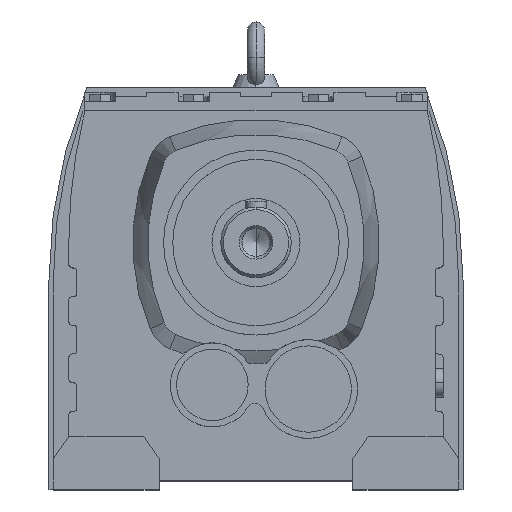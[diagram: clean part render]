
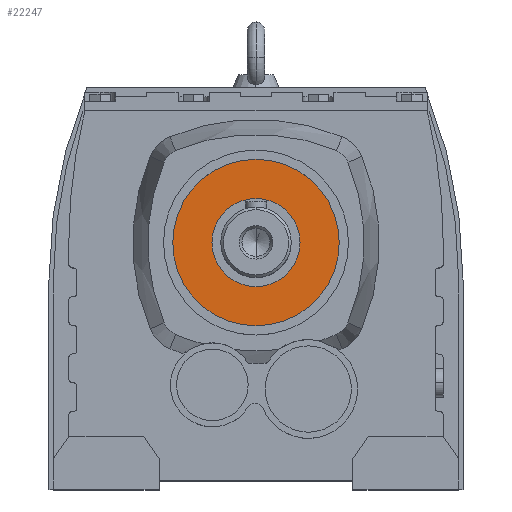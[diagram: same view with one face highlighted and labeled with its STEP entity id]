
A CAD part, top view. The second image highlights one B-rep face of the part: STEP entity #22247.
In plain terms, the highlighted planar face has unit normal (0, 0, 1).
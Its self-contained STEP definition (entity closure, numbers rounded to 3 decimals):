
#21950 = CYLINDRICAL_SURFACE('',#21951,47.25);
#21951 = AXIS2_PLACEMENT_3D('',#21952,#21953,#21954);
#21952 = CARTESIAN_POINT('',(0.,15.9,300.));
#21953 = DIRECTION('',(0.,0.,1.));
#21954 = DIRECTION('',(0.,-1.,0.));
#21980 = CYLINDRICAL_SURFACE('',#21981,47.25);
#21981 = AXIS2_PLACEMENT_3D('',#21982,#21983,#21984);
#21982 = CARTESIAN_POINT('',(0.,15.9,300.));
#21983 = DIRECTION('',(0.,0.,1.));
#21984 = DIRECTION('',(0.,-1.,0.));
#22152 = EDGE_CURVE('',#22153,#22155,#22157,.T.);
#22153 = VERTEX_POINT('',#22154);
#22154 = CARTESIAN_POINT('',(0.,-31.35,212.));
#22155 = VERTEX_POINT('',#22156);
#22156 = CARTESIAN_POINT('',(0.,63.15,212.));
#22157 = SURFACE_CURVE('',#22158,(#22163,#22169),.PCURVE_S1.);
#22158 = CIRCLE('',#22159,47.25);
#22159 = AXIS2_PLACEMENT_3D('',#22160,#22161,#22162);
#22160 = CARTESIAN_POINT('',(0.,15.9,212.));
#22161 = DIRECTION('',(0.,0.,-1.));
#22162 = DIRECTION('',(-1.,0.,0.));
#22163 = PCURVE('',#21980,#22164);
#22164 = DEFINITIONAL_REPRESENTATION('',(#22165),#22168);
#22165 = B_SPLINE_CURVE_WITH_KNOTS('',1,(#22166,#22167),.UNSPECIFIED.,
  .F.,.F.,(2,2),(4.712,7.854),
  .PIECEWISE_BEZIER_KNOTS.);
#22166 = CARTESIAN_POINT('',(6.283,-88.));
#22167 = CARTESIAN_POINT('',(3.142,-88.));
#22168 = ( GEOMETRIC_REPRESENTATION_CONTEXT(2) 
PARAMETRIC_REPRESENTATION_CONTEXT() REPRESENTATION_CONTEXT('2D SPACE',''
  ) );
#22169 = PCURVE('',#22170,#22175);
#22170 = PLANE('',#22171);
#22171 = AXIS2_PLACEMENT_3D('',#22172,#22173,#22174);
#22172 = CARTESIAN_POINT('',(-20.382,8.282,212.));
#22173 = DIRECTION('',(0.,0.,-1.));
#22174 = DIRECTION('',(-1.,0.,0.));
#22175 = DEFINITIONAL_REPRESENTATION('',(#22176),#22180);
#22176 = CIRCLE('',#22177,47.25);
#22177 = AXIS2_PLACEMENT_2D('',#22178,#22179);
#22178 = CARTESIAN_POINT('',(-20.382,7.618));
#22179 = DIRECTION('',(1.,0.));
#22180 = ( GEOMETRIC_REPRESENTATION_CONTEXT(2) 
PARAMETRIC_REPRESENTATION_CONTEXT() REPRESENTATION_CONTEXT('2D SPACE',''
  ) );
#22227 = EDGE_CURVE('',#22155,#22153,#22228,.T.);
#22228 = SURFACE_CURVE('',#22229,(#22234,#22240),.PCURVE_S1.);
#22229 = CIRCLE('',#22230,47.25);
#22230 = AXIS2_PLACEMENT_3D('',#22231,#22232,#22233);
#22231 = CARTESIAN_POINT('',(0.,15.9,212.));
#22232 = DIRECTION('',(0.,0.,-1.));
#22233 = DIRECTION('',(-1.,0.,0.));
#22234 = PCURVE('',#21950,#22235);
#22235 = DEFINITIONAL_REPRESENTATION('',(#22236),#22239);
#22236 = B_SPLINE_CURVE_WITH_KNOTS('',1,(#22237,#22238),.UNSPECIFIED.,
  .F.,.F.,(2,2),(1.571,4.712),
  .PIECEWISE_BEZIER_KNOTS.);
#22237 = CARTESIAN_POINT('',(3.142,-88.));
#22238 = CARTESIAN_POINT('',(0.,-88.));
#22239 = ( GEOMETRIC_REPRESENTATION_CONTEXT(2) 
PARAMETRIC_REPRESENTATION_CONTEXT() REPRESENTATION_CONTEXT('2D SPACE',''
  ) );
#22240 = PCURVE('',#22170,#22241);
#22241 = DEFINITIONAL_REPRESENTATION('',(#22242),#22246);
#22242 = CIRCLE('',#22243,47.25);
#22243 = AXIS2_PLACEMENT_2D('',#22244,#22245);
#22244 = CARTESIAN_POINT('',(-20.382,7.618));
#22245 = DIRECTION('',(1.,0.));
#22246 = ( GEOMETRIC_REPRESENTATION_CONTEXT(2) 
PARAMETRIC_REPRESENTATION_CONTEXT() REPRESENTATION_CONTEXT('2D SPACE',''
  ) );
#22247 = ADVANCED_FACE('',(#22248,#22252),#22170,.F.);
#22248 = FACE_BOUND('',#22249,.T.);
#22249 = EDGE_LOOP('',(#22250,#22251));
#22250 = ORIENTED_EDGE('',*,*,#22152,.F.);
#22251 = ORIENTED_EDGE('',*,*,#22227,.F.);
#22252 = FACE_BOUND('',#22253,.T.);
#22253 = EDGE_LOOP('',(#22254,#22288));
#22254 = ORIENTED_EDGE('',*,*,#22255,.F.);
#22255 = EDGE_CURVE('',#22256,#22258,#22260,.T.);
#22256 = VERTEX_POINT('',#22257);
#22257 = CARTESIAN_POINT('',(0.,-9.1,212.));
#22258 = VERTEX_POINT('',#22259);
#22259 = CARTESIAN_POINT('',(0.,40.9,212.));
#22260 = SURFACE_CURVE('',#22261,(#22266,#22277),.PCURVE_S1.);
#22261 = CIRCLE('',#22262,25.);
#22262 = AXIS2_PLACEMENT_3D('',#22263,#22264,#22265);
#22263 = CARTESIAN_POINT('',(0.,15.9,212.));
#22264 = DIRECTION('',(0.,0.,1.));
#22265 = DIRECTION('',(-1.,0.,0.));
#22266 = PCURVE('',#22170,#22267);
#22267 = DEFINITIONAL_REPRESENTATION('',(#22268),#22276);
#22268 = ( BOUNDED_CURVE() B_SPLINE_CURVE(2,(#22269,#22270,#22271,#22272
    ,#22273,#22274,#22275),.UNSPECIFIED.,.F.,.F.) 
B_SPLINE_CURVE_WITH_KNOTS((1,2,2,2,2,1),(-2.094,0.,
    2.094,4.189,6.283,8.378),
.UNSPECIFIED.) CURVE() GEOMETRIC_REPRESENTATION_ITEM() 
RATIONAL_B_SPLINE_CURVE((1.,0.5,1.,0.5,1.,0.5,1.)) REPRESENTATION_ITEM(
  '') );
#22269 = CARTESIAN_POINT('',(4.618,7.618));
#22270 = CARTESIAN_POINT('',(4.618,-35.683));
#22271 = CARTESIAN_POINT('',(-32.882,-14.033));
#22272 = CARTESIAN_POINT('',(-70.382,7.618));
#22273 = CARTESIAN_POINT('',(-32.882,29.269));
#22274 = CARTESIAN_POINT('',(4.618,50.919));
#22275 = CARTESIAN_POINT('',(4.618,7.618));
#22276 = ( GEOMETRIC_REPRESENTATION_CONTEXT(2) 
PARAMETRIC_REPRESENTATION_CONTEXT() REPRESENTATION_CONTEXT('2D SPACE',''
  ) );
#22277 = PCURVE('',#22278,#22283);
#22278 = CYLINDRICAL_SURFACE('',#22279,25.);
#22279 = AXIS2_PLACEMENT_3D('',#22280,#22281,#22282);
#22280 = CARTESIAN_POINT('',(0.,15.9,300.));
#22281 = DIRECTION('',(0.,0.,1.));
#22282 = DIRECTION('',(0.,-1.,0.));
#22283 = DEFINITIONAL_REPRESENTATION('',(#22284),#22287);
#22284 = B_SPLINE_CURVE_WITH_KNOTS('',1,(#22285,#22286),.UNSPECIFIED.,
  .F.,.F.,(2,2),(1.571,4.712),
  .PIECEWISE_BEZIER_KNOTS.);
#22285 = CARTESIAN_POINT('',(0.,-88.));
#22286 = CARTESIAN_POINT('',(3.142,-88.));
#22287 = ( GEOMETRIC_REPRESENTATION_CONTEXT(2) 
PARAMETRIC_REPRESENTATION_CONTEXT() REPRESENTATION_CONTEXT('2D SPACE',''
  ) );
#22288 = ORIENTED_EDGE('',*,*,#22289,.F.);
#22289 = EDGE_CURVE('',#22258,#22256,#22290,.T.);
#22290 = SURFACE_CURVE('',#22291,(#22296,#22307),.PCURVE_S1.);
#22291 = CIRCLE('',#22292,25.);
#22292 = AXIS2_PLACEMENT_3D('',#22293,#22294,#22295);
#22293 = CARTESIAN_POINT('',(0.,15.9,212.));
#22294 = DIRECTION('',(0.,0.,1.));
#22295 = DIRECTION('',(-1.,0.,0.));
#22296 = PCURVE('',#22170,#22297);
#22297 = DEFINITIONAL_REPRESENTATION('',(#22298),#22306);
#22298 = ( BOUNDED_CURVE() B_SPLINE_CURVE(2,(#22299,#22300,#22301,#22302
    ,#22303,#22304,#22305),.UNSPECIFIED.,.F.,.F.) 
B_SPLINE_CURVE_WITH_KNOTS((1,2,2,2,2,1),(-2.094,0.,
    2.094,4.189,6.283,8.378),
.UNSPECIFIED.) CURVE() GEOMETRIC_REPRESENTATION_ITEM() 
RATIONAL_B_SPLINE_CURVE((1.,0.5,1.,0.5,1.,0.5,1.)) REPRESENTATION_ITEM(
  '') );
#22299 = CARTESIAN_POINT('',(4.618,7.618));
#22300 = CARTESIAN_POINT('',(4.618,-35.683));
#22301 = CARTESIAN_POINT('',(-32.882,-14.033));
#22302 = CARTESIAN_POINT('',(-70.382,7.618));
#22303 = CARTESIAN_POINT('',(-32.882,29.269));
#22304 = CARTESIAN_POINT('',(4.618,50.919));
#22305 = CARTESIAN_POINT('',(4.618,7.618));
#22306 = ( GEOMETRIC_REPRESENTATION_CONTEXT(2) 
PARAMETRIC_REPRESENTATION_CONTEXT() REPRESENTATION_CONTEXT('2D SPACE',''
  ) );
#22307 = PCURVE('',#22308,#22313);
#22308 = CYLINDRICAL_SURFACE('',#22309,25.);
#22309 = AXIS2_PLACEMENT_3D('',#22310,#22311,#22312);
#22310 = CARTESIAN_POINT('',(0.,15.9,300.));
#22311 = DIRECTION('',(0.,0.,1.));
#22312 = DIRECTION('',(0.,-1.,0.));
#22313 = DEFINITIONAL_REPRESENTATION('',(#22314),#22317);
#22314 = B_SPLINE_CURVE_WITH_KNOTS('',1,(#22315,#22316),.UNSPECIFIED.,
  .F.,.F.,(2,2),(4.712,7.854),
  .PIECEWISE_BEZIER_KNOTS.);
#22315 = CARTESIAN_POINT('',(3.142,-88.));
#22316 = CARTESIAN_POINT('',(6.283,-88.));
#22317 = ( GEOMETRIC_REPRESENTATION_CONTEXT(2) 
PARAMETRIC_REPRESENTATION_CONTEXT() REPRESENTATION_CONTEXT('2D SPACE',''
  ) );
